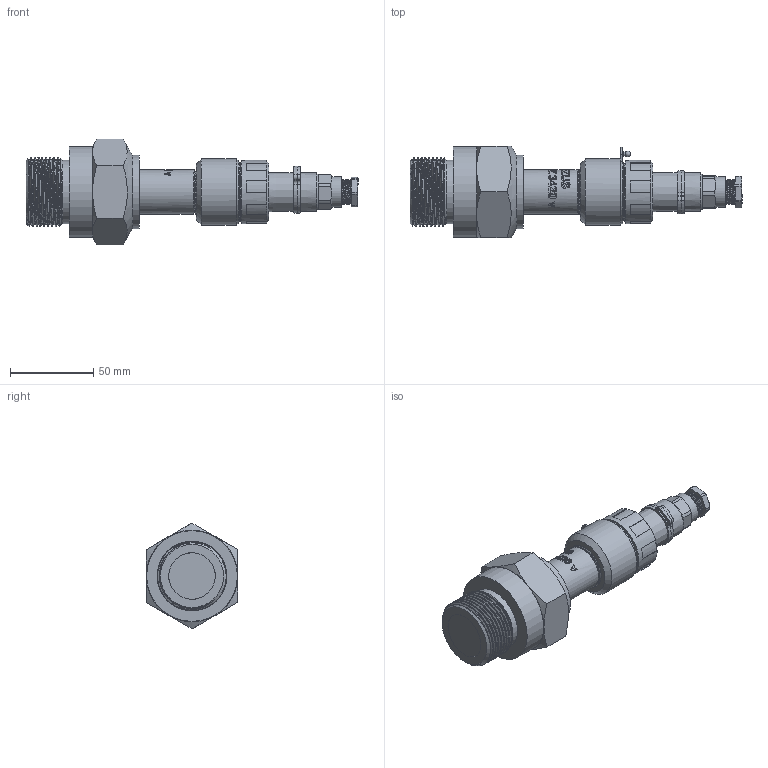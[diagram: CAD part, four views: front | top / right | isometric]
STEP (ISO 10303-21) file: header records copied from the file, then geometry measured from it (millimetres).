
FILE_DESCRIPTION(/* description */ (''),/* implementation_level */ '2;1');
FILE_NAME(/* name */ 'APZ3420v_G1-1''2-protected_6.step',/* time_stamp */ '2021-07-13T16:54:13+03:00',/* author */ (''),/* organization */ (''),/* preprocessor_version */ 'ST-DEVELOPER v18.1',/* originating_system */ 'Autodesk Translation Framework v10.9.0.1377',/* authorisation */ '');
FILE_SCHEMA (('AUTOMOTIVE_DESIGN { 1 0 10303 214 3 1 1 }'));
Products named in the file (10): АПЗ 3420 v - filled; Buccaneer assembly v5; Bucaneer female v5; px0736-s; px0736-s_2; Bucaneer male v11; px0735-p; px0735-p_1; CT002.000.084 (стакан 37) v3; МР00-01.266.410.126 v3
Assembly tree (9 placements, depth 5):
  АПЗ 3420 v - filled
    Buccaneer assembly v5
      Bucaneer female v5
        px0736-s
          px0736-s_2
      Bucaneer male v11
        px0735-p
          px0735-p_1
    CT002.000.084 (стакан 37) v3
    МР00-01.266.410.126 v3
Bounding box: 199.36 x 55.08 x 63.51 mm (x, y, z)
Volume: 198589.2 mm3; surface area: 64871.2 mm2
Topology: 13 solids, 18 shells, 1691 faces, 4651 edges, 3060 vertices
Faces by surface type: plane 1016, bspline 295, cylinder 235, cone 118, torus 16, sphere 11
Full cylindrical faces by diameter (mm): 2 x1, 2.03 x1, 2.413 x4, 2.439 x6, 2.459 x2, 2.464 x2, 2.87 x4, 3 x4, 3.302 x6, 3.734 x2, 4.1 x6, 4.19 x2, 4.47 x2, 8.255 x1, 9.53 x2, 11.938 x1, 12.09 x1, 13.716 x1, 13.741 x5, 14.021 x1, 14.884 x6, 15.062 x9, 16.61 x1, 17 x1, 18 x1, 18.42 x1, 20 x1, 20.1 x2, 20.447 x1, 20.45 x1
Entity records: 91607 total; most frequent: CARTESIAN_POINT 50547, ORIENTED_EDGE 9276, DIRECTION 7145, EDGE_CURVE 4638, VERTEX_POINT 3060, LINE 2969, VECTOR 2969, AXIS2_PLACEMENT_3D 2088
